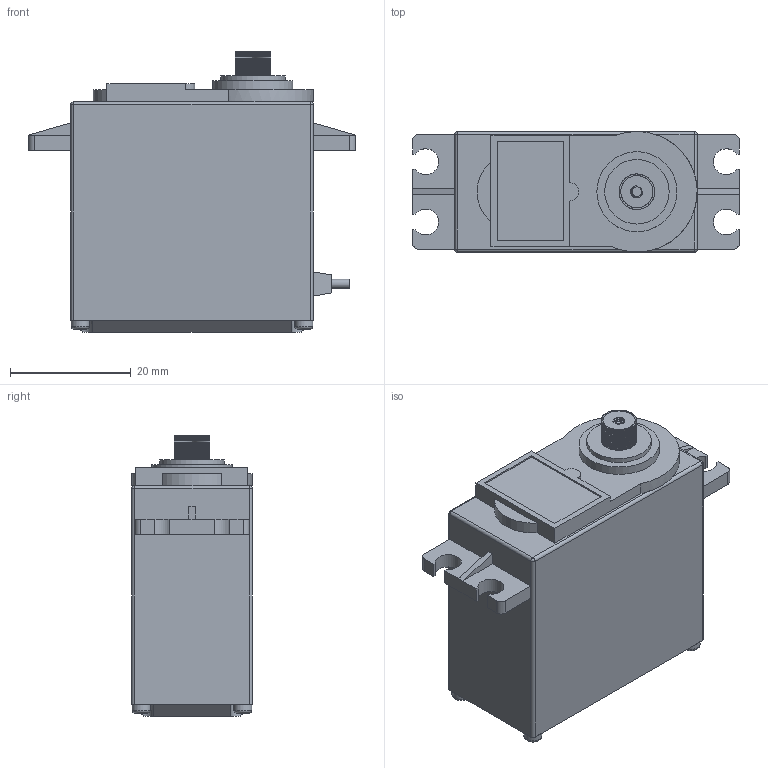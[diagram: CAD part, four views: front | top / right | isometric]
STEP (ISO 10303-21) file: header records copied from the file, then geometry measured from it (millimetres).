
FILE_DESCRIPTION(/* description */ (''),/* implementation_level */ '2;1');
FILE_NAME(/* name */ 'MG996R v1.step',/* time_stamp */ '2024-09-11T13:49:19+02:00',/* author */ (''),/* organization */ (''),/* preprocessor_version */ 'ST-DEVELOPER v20',/* originating_system */ 'Autodesk Translation Framework v13.14.0.145',/* authorisation */ '');
FILE_SCHEMA (('AUTOMOTIVE_DESIGN { 1 0 10303 214 3 1 1 }'));
Length unit declared in the file: millimetre
Products named in the file (1): MG996R
Bounding box: 54.2 x 20 x 46.5 mm (x, y, z)
Volume: 32858.6 mm3; surface area: 7847.6 mm2
Topology: 11 solids, 11 shells, 451 faces, 1279 edges, 856 vertices
Faces by surface type: plane 381, cylinder 60, sphere 4, torus 4, bspline 2
Full cylindrical faces by diameter (mm): 1.5 x3, 1.623 x11, 2 x1, 2.074 x11, 3 x4, 5.9 x1, 10.7 x1, 13.3 x1
Entity records: 21428 total; most frequent: CARTESIAN_POINT 9804, ORIENTED_EDGE 2558, DIRECTION 2133, EDGE_CURVE 1279, LINE 1021, VECTOR 1021, VERTEX_POINT 856, AXIS2_PLACEMENT_3D 556
